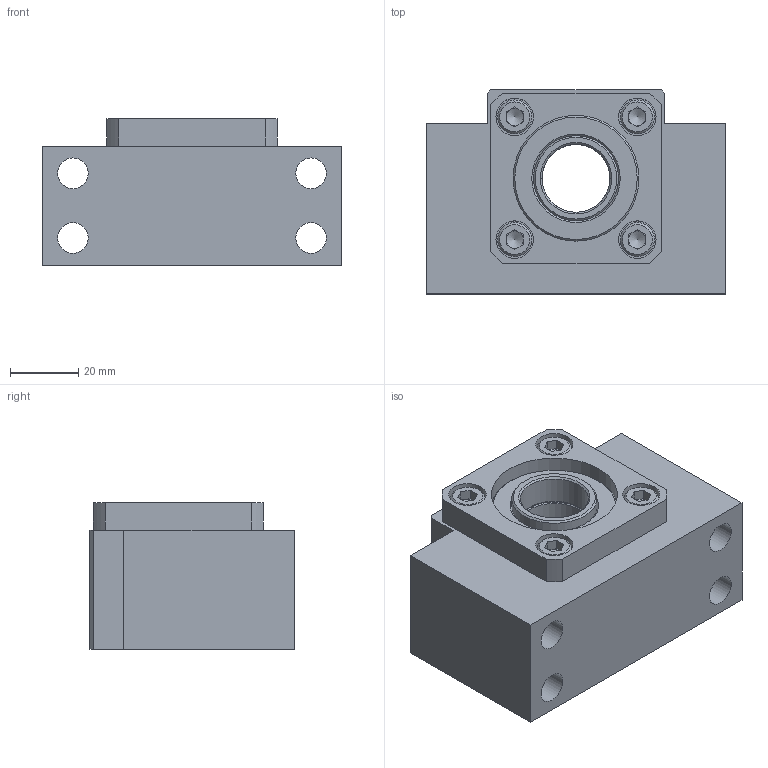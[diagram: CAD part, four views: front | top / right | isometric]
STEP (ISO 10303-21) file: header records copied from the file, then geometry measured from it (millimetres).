
FILE_DESCRIPTION (( 'STEP AP203' ), '1' );
FILE_NAME ('BK 20DS.STEP', '2014-11-16T23:36:11', ( 'john' ), ( '' ), 'SwSTEP 2.0', 'SolidWorks 2013', '' );
FILE_SCHEMA (( 'CONFIG_CONTROL_DESIGN' ));
Length unit declared in the file: millimetre
Products named in the file (7): 7004A; BK 20DS COVER; BK 20DS COLLAR; socket head cap screw_am_B18.3.1M - 6 x 1.0 x 10 Hex SHCS -- 10NHX; BK 20DS BLOCK; BK 20DS OILSEAL; BK 20DS
Assembly tree (12 placements, depth 2):
  BK 20DS
    BK 20DS BLOCK
    7004A  x2
    BK 20DS COLLAR  x2
    BK 20DS OILSEAL  x2
    BK 20DS COVER
    socket head cap screw_am_B18.3.1M - 6 x 1.0 x 10 Hex SHCS -- 10NHX  x4
Bounding box: 88 x 60 x 43 mm (x, y, z)
Volume: 132023.2 mm3; surface area: 59952.4 mm2
Topology: 10 solids, 44 shells, 236 faces, 519 edges, 325 vertices
Faces by surface type: plane 104, cylinder 54, bspline 40, cone 34, torus 4
Full cylindrical faces by diameter (mm): 5 x4, 6 x4, 6.6 x4, 9 x4, 10 x4, 11 x4, 14 x4, 20 x4, 25 x4, 27.5 x4, 34.5 x2, 37 x4, 42 x4
Entity records: 4460 total; most frequent: CARTESIAN_POINT 1171, DIRECTION 540, ORIENTED_EDGE 354, AXIS2_PLACEMENT_3D 235, EDGE_LOOP 212, EDGE_CURVE 186, FACE_OUTER_BOUND 157, VERTEX_POINT 146
